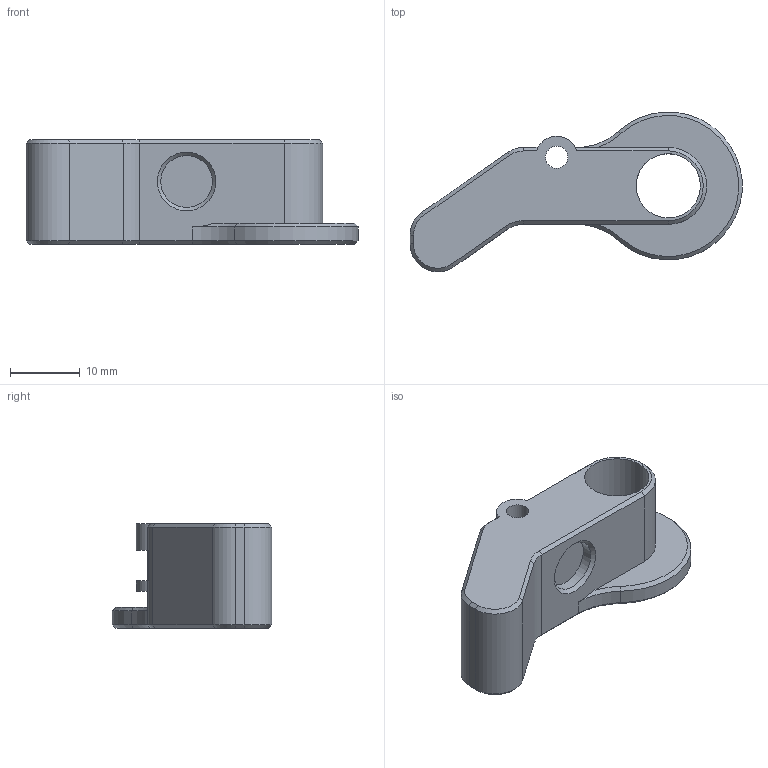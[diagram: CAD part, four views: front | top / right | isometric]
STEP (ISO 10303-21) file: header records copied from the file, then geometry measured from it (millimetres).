
FILE_DESCRIPTION(/* description */ ('FreeCAD Model'),/* implementation_level */ '2;1');
FILE_NAME(/* name */ 'Drakon_1.75_Idler.stp',/* time_stamp */ '2020-03-21T12:39:39+00:00',/* author */ ('Ax'),/* organization */ (''),/* preprocessor_version */ 'ST-DEVELOPER v17',/* originating_system */ 'Autodesk Inventor 2019',/* authorisation */ 'Unknown');
FILE_SCHEMA (('AUTOMOTIVE_DESIGN { 1 0 10303 214 3 1 1 }'));
Length unit declared in the file: millimetre
Products named in the file (1): RAMPSDrakon_1.75_Idler
Bounding box: 47.56 x 22.89 x 15 mm (x, y, z)
Volume: 5621.1 mm3; surface area: 3388.8 mm2
Topology: 1 solids, 1 shells, 59 faces, 151 edges, 95 vertices
Faces by surface type: plane 25, cone 18, cylinder 16
Full cylindrical faces by diameter (mm): 3.2 x2, 7.4 x1, 9.2 x1
Entity records: 1850 total; most frequent: DIRECTION 328, CARTESIAN_POINT 323, ORIENTED_EDGE 302, EDGE_CURVE 151, AXIS2_PLACEMENT_3D 124, VERTEX_POINT 95, LINE 80, VECTOR 80
